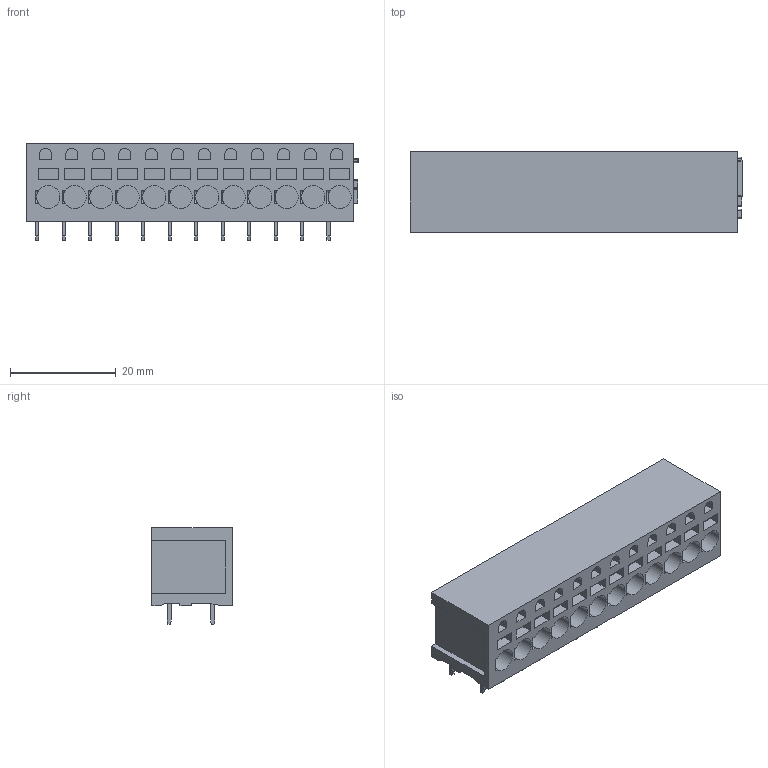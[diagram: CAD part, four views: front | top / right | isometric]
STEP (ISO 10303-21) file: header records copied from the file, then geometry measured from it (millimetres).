
FILE_DESCRIPTION(('CATIA V5 STEP Exchange','CAx-IF Rec.Pracs.--- Model Styling and Organization---1.2---2011-12-15'),'2;1');
FILE_NAME ('D1451210_0', '2018-09-03T05:56:39+00:00', ('none'), ('Weidmueller'), 'CATIA Version 5-6 Release 2014', 'CATIA V5 STEP AP214', 'none');
FILE_SCHEMA(('AUTOMOTIVE_DESIGN { 1 0 10303 214 1 1 1 1 }'));
Length unit declared in the file: millimetre
Products named in the file (1): 1332070000
Bounding box: 62.65 x 15.2 x 18.3 mm (x, y, z)
Volume: 12153.3 mm3; surface area: 6438 mm2
Topology: 25 solids, 25 shells, 474 faces, 1155 edges, 770 vertices
Faces by surface type: plane 399, cylinder 75
Entity records: 12777 total; most frequent: CARTESIAN_POINT 2369, ORIENTED_EDGE 2310, DIRECTION 1705, EDGE_CURVE 1155, VECTOR 957, LINE 957, VERTEX_POINT 770, EDGE_LOOP 513
